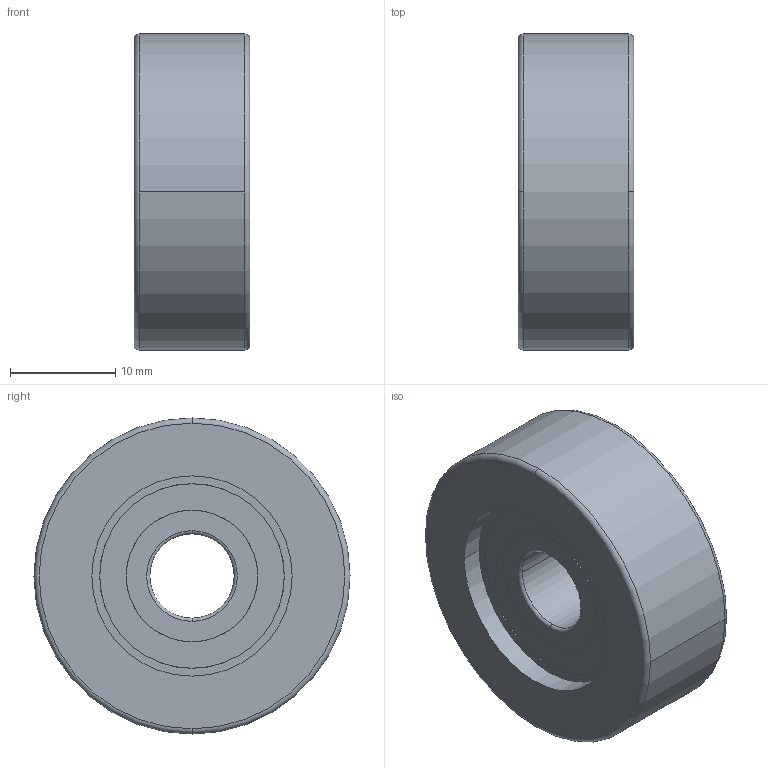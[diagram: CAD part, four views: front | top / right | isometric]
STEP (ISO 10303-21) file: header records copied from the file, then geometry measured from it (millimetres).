
FILE_DESCRIPTION (( 'STEP AP214' ), '1' );
FILE_NAME ('0022675.step', '2023-03-28T07:25:40', ( '' ), ( '' ), 'SwSTEP 2.0', 'SolidWorks 2020', '' );
FILE_SCHEMA (( 'AUTOMOTIVE_DESIGN' ));
Length unit declared in the file: millimetre
Products named in the file (1): 0022675
Bounding box: 11 x 30 x 30 mm (x, y, z)
Volume: 5494.8 mm3; surface area: 4016.5 mm2
Topology: 3 solids, 3 shells, 89 faces, 284 edges, 180 vertices
Faces by surface type: torus 29, sphere 26, cylinder 24, plane 10
Entity records: 3034 total; most frequent: CARTESIAN_POINT 779, ORIENTED_EDGE 412, DIRECTION 404, EDGE_CURVE 206, AXIS2_PLACEMENT_3D 190, VERTEX_POINT 141, CIRCLE 114, EDGE_LOOP 97
